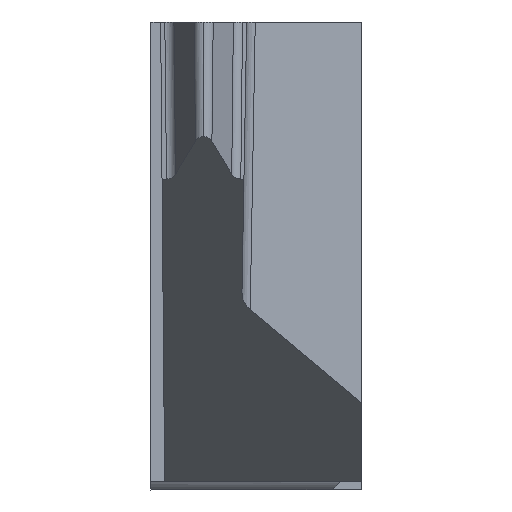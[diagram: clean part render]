
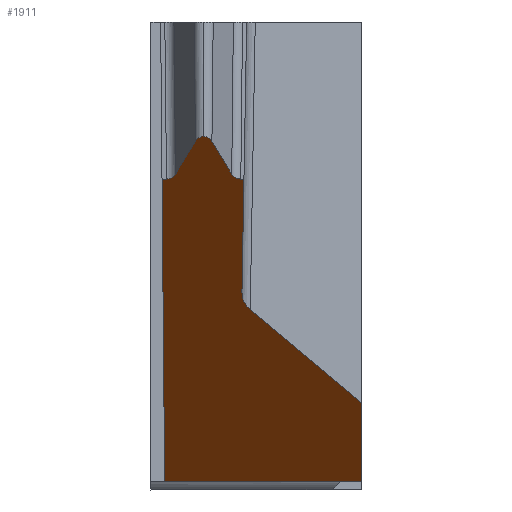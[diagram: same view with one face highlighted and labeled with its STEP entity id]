
A CAD part, front view. The second image highlights one B-rep face of the part: STEP entity #1911.
In plain terms, the highlighted planar face has unit normal (0, -0.643, -0.766).
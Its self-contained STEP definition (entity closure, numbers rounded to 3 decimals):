
#304=CARTESIAN_POINT('',(3.6,7.062,-7.85));
#305=VERTEX_POINT('',#304);
#316=CARTESIAN_POINT('',(3.6,5.467,-6.511));
#317=DIRECTION('',(0.,0.766,-0.643));
#318=VECTOR('',#317,2.083);
#319=LINE('',#316,#318);
#320=CARTESIAN_POINT('',(3.6,5.467,-6.511));
#321=VERTEX_POINT('',#320);
#322=EDGE_CURVE('',#321,#305,#319,.T.);
#559=CARTESIAN_POINT('',(3.6,5.467,-6.511));
#560=DIRECTION('',(-0.608,-0.608,0.51));
#561=VECTOR('',#560,3.122);
#562=LINE('',#559,#561);
#563=CARTESIAN_POINT('',(1.701,3.568,-4.918));
#564=VERTEX_POINT('',#563);
#565=EDGE_CURVE('',#321,#564,#562,.T.);
#639=CARTESIAN_POINT('',(1.56,3.219,-4.625));
#640=CARTESIAN_POINT('',(1.558,3.352,-4.737));
#641=CARTESIAN_POINT('',(1.607,3.474,-4.839));
#642=CARTESIAN_POINT('',(1.701,3.568,-4.918));
#643=(BOUNDED_CURVE()B_SPLINE_CURVE(3,(#639,#640,#641,#642),.UNSPECIFIED.,.F.,.F.)B_SPLINE_CURVE_WITH_KNOTS((4,4),(0.,1.),.UNSPECIFIED.)CURVE()GEOMETRIC_REPRESENTATION_ITEM()RATIONAL_B_SPLINE_CURVE((1.,0.949,0.949,1.))REPRESENTATION_ITEM(''));
#644=CARTESIAN_POINT('',(1.56,3.219,-4.625));
#645=VERTEX_POINT('',#644);
#646=EDGE_CURVE('',#645,#564,#643,.T.);
#756=CARTESIAN_POINT('',(1.594,0.907,-2.686));
#757=VERTEX_POINT('',#756);
#768=CARTESIAN_POINT('',(1.56,3.219,-4.625));
#769=DIRECTION('',(0.011,-0.766,0.643));
#770=VECTOR('',#769,3.018);
#771=LINE('',#768,#770);
#772=EDGE_CURVE('',#645,#757,#771,.T.);
#807=CARTESIAN_POINT('',(1.594,0.907,-2.686));
#808=DIRECTION('',(-0.999,-0.035,0.03));
#809=VECTOR('',#808,0.053);
#810=LINE('',#807,#809);
#811=CARTESIAN_POINT('',(1.54,0.906,-2.684));
#812=VERTEX_POINT('',#811);
#813=EDGE_CURVE('',#757,#812,#810,.T.);
#887=CARTESIAN_POINT('',(1.385,0.805,-2.6));
#888=CARTESIAN_POINT('',(1.416,0.866,-2.651));
#889=CARTESIAN_POINT('',(1.473,0.903,-2.682));
#890=CARTESIAN_POINT('',(1.54,0.906,-2.684));
#891=(BOUNDED_CURVE()B_SPLINE_CURVE(3,(#887,#888,#889,#890),.UNSPECIFIED.,.F.,.F.)B_SPLINE_CURVE_WITH_KNOTS((4,4),(0.,1.),.UNSPECIFIED.)CURVE()GEOMETRIC_REPRESENTATION_ITEM()RATIONAL_B_SPLINE_CURVE((1.,0.909,0.909,1.))REPRESENTATION_ITEM(''));
#892=CARTESIAN_POINT('',(1.385,0.805,-2.6));
#893=VERTEX_POINT('',#892);
#894=EDGE_CURVE('',#893,#812,#891,.T.);
#951=CARTESIAN_POINT('',(1.385,0.805,-2.6));
#952=DIRECTION('',(-0.36,-0.715,0.6));
#953=VECTOR('',#952,0.939);
#954=LINE('',#951,#953);
#955=CARTESIAN_POINT('',(1.046,0.134,-2.037));
#956=VERTEX_POINT('',#955);
#957=EDGE_CURVE('',#893,#956,#954,.T.);
#1070=CARTESIAN_POINT('',(0.905,0.035,-1.954));
#1071=VERTEX_POINT('',#1070);
#1082=CARTESIAN_POINT('',(0.905,0.035,-1.954));
#1083=CARTESIAN_POINT('',(0.967,0.042,-1.96));
#1084=CARTESIAN_POINT('',(1.018,0.078,-1.99));
#1085=CARTESIAN_POINT('',(1.046,0.134,-2.037));
#1086=(BOUNDED_CURVE()B_SPLINE_CURVE(3,(#1082,#1083,#1084,#1085),.UNSPECIFIED.,.F.,.F.)B_SPLINE_CURVE_WITH_KNOTS((4,4),(0.,1.),.UNSPECIFIED.)CURVE()GEOMETRIC_REPRESENTATION_ITEM()RATIONAL_B_SPLINE_CURVE((1.,0.922,0.922,1.))REPRESENTATION_ITEM('')
);
#1087=EDGE_CURVE('',#1071,#956,#1086,.T.);
#1134=CARTESIAN_POINT('',(0.764,0.134,-2.037));
#1135=VERTEX_POINT('',#1134);
#1146=CARTESIAN_POINT('',(0.764,0.134,-2.037));
#1147=CARTESIAN_POINT('',(0.792,0.078,-1.99));
#1148=CARTESIAN_POINT('',(0.843,0.042,-1.96));
#1149=CARTESIAN_POINT('',(0.905,0.035,-1.954));
#1150=(BOUNDED_CURVE()B_SPLINE_CURVE(3,(#1146,#1147,#1148,#1149),.UNSPECIFIED.,.F.,.F.)B_SPLINE_CURVE_WITH_KNOTS((4,4),(0.,1.),.UNSPECIFIED.)CURVE()GEOMETRIC_REPRESENTATION_ITEM()RATIONAL_B_SPLINE_CURVE((1.,0.922,0.922,1.))REPRESENTATION_ITEM('')
);
#1151=EDGE_CURVE('',#1135,#1071,#1150,.T.);
#1215=CARTESIAN_POINT('',(0.426,0.805,-2.6));
#1216=VERTEX_POINT('',#1215);
#1227=CARTESIAN_POINT('',(0.764,0.134,-2.037));
#1228=DIRECTION('',(-0.36,0.715,-0.6));
#1229=VECTOR('',#1228,0.939);
#1230=LINE('',#1227,#1229);
#1231=EDGE_CURVE('',#1135,#1216,#1230,.T.);
#1275=CARTESIAN_POINT('',(0.27,0.906,-2.684));
#1276=CARTESIAN_POINT('',(0.338,0.903,-2.682));
#1277=CARTESIAN_POINT('',(0.395,0.866,-2.651));
#1278=CARTESIAN_POINT('',(0.426,0.805,-2.6));
#1279=(BOUNDED_CURVE()B_SPLINE_CURVE(3,(#1275,#1276,#1277,#1278),.UNSPECIFIED.,.F.,.F.)B_SPLINE_CURVE_WITH_KNOTS((4,4),(0.,1.),.UNSPECIFIED.)CURVE()GEOMETRIC_REPRESENTATION_ITEM()RATIONAL_B_SPLINE_CURVE((1.,0.909,0.909,1.))REPRESENTATION_ITEM('')
);
#1280=CARTESIAN_POINT('',(0.27,0.906,-2.684));
#1281=VERTEX_POINT('',#1280);
#1282=EDGE_CURVE('',#1281,#1216,#1279,.T.);
#1359=CARTESIAN_POINT('',(0.193,0.908,-2.686));
#1360=VERTEX_POINT('',#1359);
#1371=CARTESIAN_POINT('',(0.27,0.906,-2.684));
#1372=DIRECTION('',(-0.999,0.035,-0.03));
#1373=VECTOR('',#1372,0.077);
#1374=LINE('',#1371,#1373);
#1375=EDGE_CURVE('',#1281,#1360,#1374,.T.);
#1435=CARTESIAN_POINT('',(0.239,7.062,-7.85));
#1436=DIRECTION('',(-0.006,-0.766,0.643));
#1437=VECTOR('',#1436,8.033);
#1438=LINE('',#1435,#1437);
#1439=CARTESIAN_POINT('',(0.239,7.062,-7.85));
#1440=VERTEX_POINT('',#1439);
#1441=EDGE_CURVE('',#1440,#1360,#1438,.T.);
#1773=CARTESIAN_POINT('',(1.4,3.217,-4.624));
#1774=DIRECTION('',(0.,0.643,0.766));
#1775=DIRECTION('',(0.,-0.492,0.413));
#1776=AXIS2_PLACEMENT_3D('',#1773,#1774,#1775);
#1777=PLANE('',#1776);
#1778=ORIENTED_EDGE('Edge 156',*,*,#322,.F.);
#1787=CARTESIAN_POINT('',(0.239,7.062,-7.85));
#1788=DIRECTION('',(1.,0.,0.));
#1789=VECTOR('',#1788,3.361);
#1790=LINE('',#1787,#1789);
#1791=EDGE_CURVE('',#1440,#305,#1790,.T.);
#1792=ORIENTED_EDGE('Edge 245',*,*,#1791,.T.);
#1801=ORIENTED_EDGE('Edge 166',*,*,#1441,.F.);
#1810=ORIENTED_EDGE('Edge 171',*,*,#1375,.T.);
#1819=ORIENTED_EDGE('Edge 176',*,*,#1282,.F.);
#1828=ORIENTED_EDGE('Edge 181',*,*,#1231,.T.);
#1837=ORIENTED_EDGE('Edge 186',*,*,#1151,.F.);
#1846=ORIENTED_EDGE('Edge 191',*,*,#1087,.F.);
#1855=ORIENTED_EDGE('Edge 196',*,*,#957,.T.);
#1864=ORIENTED_EDGE('Edge 201',*,*,#894,.F.);
#1873=ORIENTED_EDGE('Edge 206',*,*,#813,.T.);
#1882=ORIENTED_EDGE('Edge 1757',*,*,#772,.T.);
#1891=ORIENTED_EDGE('Edge 1779',*,*,#646,.F.);
#1900=ORIENTED_EDGE('Edge 1708',*,*,#565,.T.);
#1909=EDGE_LOOP('',(#1900,#1891,#1882,#1873,#1864,#1855,#1846,#1837,#1828,#1819,#1810,#1801,#1792,#1778));
#1910=FACE_OUTER_BOUND('Loop 222',#1909,.T.);
#1911=ADVANCED_FACE('Face 223',(#1910),#1777,.F.);
